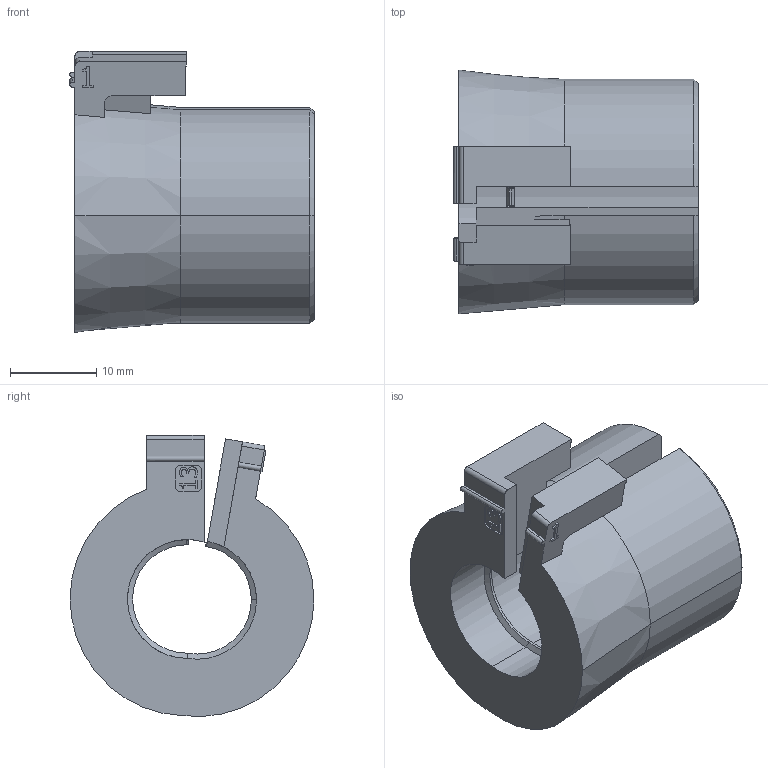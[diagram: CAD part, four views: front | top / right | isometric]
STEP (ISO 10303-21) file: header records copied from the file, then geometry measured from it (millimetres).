
FILE_DESCRIPTION (( 'STEP AP203' ), '1' );
FILE_NAME ('568357.step', '2019-11-21T17:34:23', ( '' ), ( '' ), 'SwSTEP 2.0', 'SolidWorks 2019', '' );
FILE_SCHEMA (( 'CONFIG_CONTROL_DESIGN' ));
Length unit declared in the file: inch
Products named in the file (1): 568357
Bounding box: 28.4 x 28.34 x 32.66 mm (x, y, z)
Volume: 10542.7 mm3; surface area: 5064.2 mm2
Topology: 1 solids, 1 shells, 141 faces, 383 edges, 248 vertices
Faces by surface type: plane 79, cylinder 29, bspline 21, cone 12
Entity records: 4638 total; most frequent: CARTESIAN_POINT 1180, ORIENTED_EDGE 766, DIRECTION 601, EDGE_CURVE 383, VECTOR 259, LINE 259, VERTEX_POINT 248, AXIS2_PLACEMENT_3D 171
